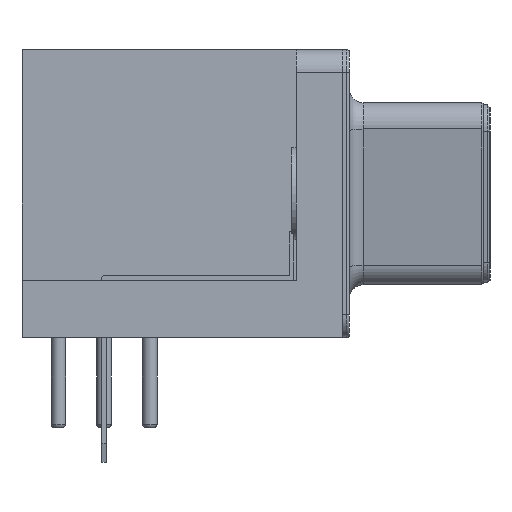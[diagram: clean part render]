
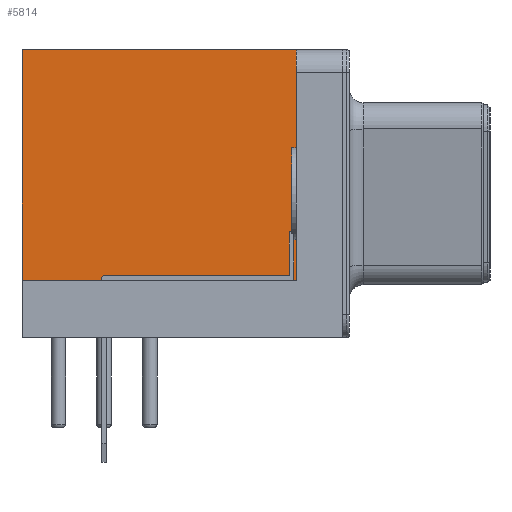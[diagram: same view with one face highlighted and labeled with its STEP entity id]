
A CAD part, left-side view. The second image highlights one B-rep face of the part: STEP entity #5814.
In plain terms, the highlighted planar face has unit normal (-1, 0, 0).
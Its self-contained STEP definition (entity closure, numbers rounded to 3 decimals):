
#4887 = VERTEX_POINT('',#4888);
#4888 = CARTESIAN_POINT('',(-36.508,1.58,12.5));
#4894 = EDGE_CURVE('',#4895,#4887,#4897,.T.);
#4895 = VERTEX_POINT('',#4896);
#4896 = CARTESIAN_POINT('',(-36.508,-10.31,12.5));
#4897 = LINE('',#4898,#4899);
#4898 = CARTESIAN_POINT('',(-36.508,-11.31,12.5));
#4899 = VECTOR('',#4900,1.);
#4900 = DIRECTION('',(0.,1.,0.));
#5784 = VERTEX_POINT('',#5785);
#5785 = CARTESIAN_POINT('',(-36.508,-10.31,2.5));
#5791 = EDGE_CURVE('',#5784,#4895,#5792,.T.);
#5792 = LINE('',#5793,#5794);
#5793 = CARTESIAN_POINT('',(-36.508,-10.31,2.5));
#5794 = VECTOR('',#5795,1.);
#5795 = DIRECTION('',(0.,0.,1.));
#5814 = ADVANCED_FACE('',(#5815),#5833,.F.);
#5815 = FACE_BOUND('',#5816,.F.);
#5816 = EDGE_LOOP('',(#5817,#5818,#5826,#5832));
#5817 = ORIENTED_EDGE('',*,*,#5791,.F.);
#5818 = ORIENTED_EDGE('',*,*,#5819,.T.);
#5819 = EDGE_CURVE('',#5784,#5820,#5822,.T.);
#5820 = VERTEX_POINT('',#5821);
#5821 = CARTESIAN_POINT('',(-36.508,1.58,2.5));
#5822 = LINE('',#5823,#5824);
#5823 = CARTESIAN_POINT('',(-36.508,-10.31,2.5));
#5824 = VECTOR('',#5825,1.);
#5825 = DIRECTION('',(-0.,1.,0.));
#5826 = ORIENTED_EDGE('',*,*,#5827,.T.);
#5827 = EDGE_CURVE('',#5820,#4887,#5828,.T.);
#5828 = LINE('',#5829,#5830);
#5829 = CARTESIAN_POINT('',(-36.508,1.58,4.375));
#5830 = VECTOR('',#5831,1.);
#5831 = DIRECTION('',(0.,0.,1.));
#5832 = ORIENTED_EDGE('',*,*,#4894,.F.);
#5833 = PLANE('',#5834);
#5834 = AXIS2_PLACEMENT_3D('',#5835,#5836,#5837);
#5835 = CARTESIAN_POINT('',(-36.508,-10.31,2.5));
#5836 = DIRECTION('',(1.,0.,0.));
#5837 = DIRECTION('',(0.,0.,1.));
